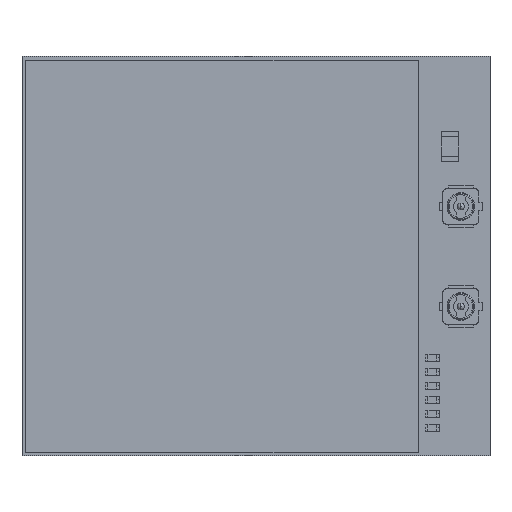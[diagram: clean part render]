
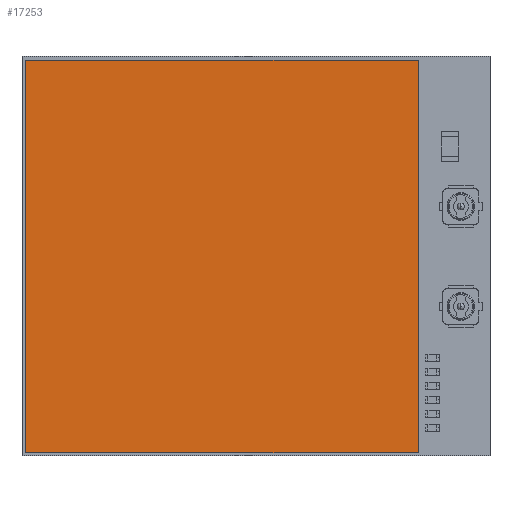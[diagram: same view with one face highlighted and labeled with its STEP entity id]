
A CAD part, top view. The second image highlights one B-rep face of the part: STEP entity #17253.
In plain terms, the highlighted planar face has unit normal (0, 0, 1).
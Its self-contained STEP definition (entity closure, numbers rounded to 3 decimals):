
#17092 = VERTEX_POINT('',#17093);
#17093 = CARTESIAN_POINT('',(-14.199,-14.199,2.3));
#17099 = EDGE_CURVE('',#17092,#17100,#17102,.T.);
#17100 = VERTEX_POINT('',#17101);
#17101 = CARTESIAN_POINT('',(14.199,-14.199,2.3));
#17102 = LINE('',#17103,#17104);
#17103 = CARTESIAN_POINT('',(-14.199,-14.199,2.3));
#17104 = VECTOR('',#17105,1.);
#17105 = DIRECTION('',(1.,0.,0.));
#17130 = EDGE_CURVE('',#17100,#17131,#17133,.T.);
#17131 = VERTEX_POINT('',#17132);
#17132 = CARTESIAN_POINT('',(14.199,-14.199,2.3));
#17133 = LINE('',#17134,#17135);
#17134 = CARTESIAN_POINT('',(14.199,-14.199,2.3));
#17135 = VECTOR('',#17136,1.);
#17136 = DIRECTION('',(0.707,-0.707,0.));
#17161 = EDGE_CURVE('',#17131,#17162,#17164,.T.);
#17162 = VERTEX_POINT('',#17163);
#17163 = CARTESIAN_POINT('',(14.199,14.199,2.3));
#17164 = LINE('',#17165,#17166);
#17165 = CARTESIAN_POINT('',(14.199,-14.199,2.3));
#17166 = VECTOR('',#17167,1.);
#17167 = DIRECTION('',(0.,1.,0.));
#17192 = EDGE_CURVE('',#17162,#17193,#17195,.T.);
#17193 = VERTEX_POINT('',#17194);
#17194 = CARTESIAN_POINT('',(-14.199,14.199,2.3));
#17195 = LINE('',#17196,#17197);
#17196 = CARTESIAN_POINT('',(14.199,14.199,2.3));
#17197 = VECTOR('',#17198,1.);
#17198 = DIRECTION('',(-1.,0.,0.));
#17223 = EDGE_CURVE('',#17193,#17092,#17224,.T.);
#17224 = LINE('',#17225,#17226);
#17225 = CARTESIAN_POINT('',(-14.199,14.199,2.3));
#17226 = VECTOR('',#17227,1.);
#17227 = DIRECTION('',(0.,-1.,0.));
#17253 = ADVANCED_FACE('',(#17254),#17261,.T.);
#17254 = FACE_BOUND('',#17255,.T.);
#17255 = EDGE_LOOP('',(#17256,#17257,#17258,#17259,#17260));
#17256 = ORIENTED_EDGE('',*,*,#17099,.T.);
#17257 = ORIENTED_EDGE('',*,*,#17130,.T.);
#17258 = ORIENTED_EDGE('',*,*,#17161,.T.);
#17259 = ORIENTED_EDGE('',*,*,#17192,.T.);
#17260 = ORIENTED_EDGE('',*,*,#17223,.T.);
#17261 = PLANE('',#17262);
#17262 = AXIS2_PLACEMENT_3D('',#17263,#17264,#17265);
#17263 = CARTESIAN_POINT('',(-14.199,-14.199,2.3));
#17264 = DIRECTION('',(0.,0.,1.));
#17265 = DIRECTION('',(1.,0.,0.));
